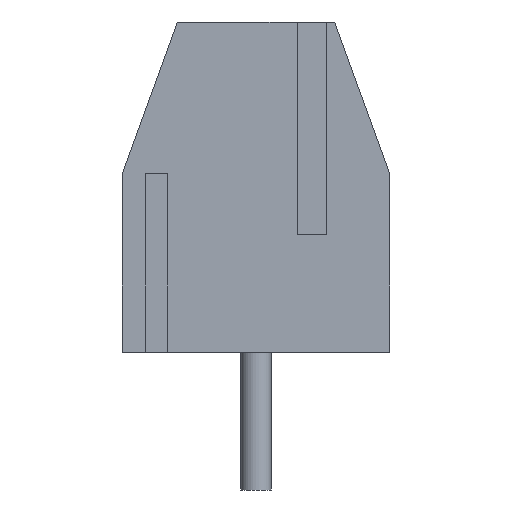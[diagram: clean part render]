
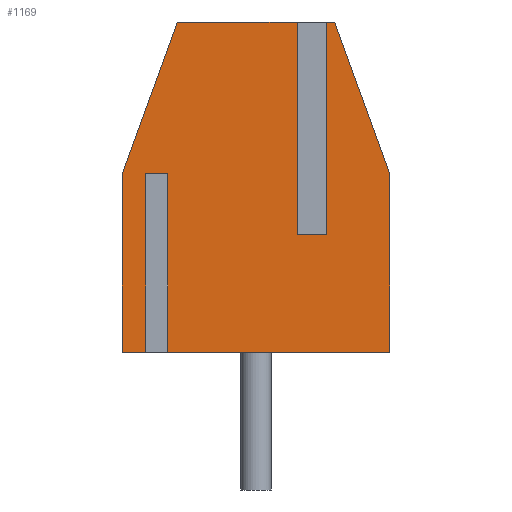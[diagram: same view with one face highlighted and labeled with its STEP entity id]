
A CAD part, left-side view. The second image highlights one B-rep face of the part: STEP entity #1169.
In plain terms, the highlighted planar face has unit normal (-1, 0, 0).
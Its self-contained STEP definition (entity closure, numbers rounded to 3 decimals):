
#1113=AXIS2_PLACEMENT_3D('Plane Axis2P3D',#1110,#1111,#1112) ;
#40=CARTESIAN_POINT('Vertex',(0.45,6.8,3.5)) ;
#112=CARTESIAN_POINT('Vertex',(0.45,0.,3.5)) ;
#115=CARTESIAN_POINT('Line Origine',(0.45,2.825,3.5)) ;
#119=CARTESIAN_POINT('Vertex',(0.45,5.65,3.5)) ;
#168=CARTESIAN_POINT('Vertex',(0.45,6.2,3.5)) ;
#171=CARTESIAN_POINT('Line Origine',(0.45,6.5,3.5)) ;
#216=CARTESIAN_POINT('Vertex',(0.45,6.8,8.05)) ;
#226=CARTESIAN_POINT('Line Origine',(0.45,6.8,5.775)) ;
#248=CARTESIAN_POINT('Vertex',(0.45,5.4,11.9)) ;
#258=CARTESIAN_POINT('Line Origine',(0.45,6.1,9.975)) ;
#280=CARTESIAN_POINT('Vertex',(0.45,1.4,11.9)) ;
#346=CARTESIAN_POINT('Line Origine',(0.45,3.825,11.9)) ;
#350=CARTESIAN_POINT('Vertex',(0.45,2.25,11.9)) ;
#399=CARTESIAN_POINT('Vertex',(0.45,1.7,11.9)) ;
#402=CARTESIAN_POINT('Line Origine',(0.45,1.55,11.9)) ;
#656=CARTESIAN_POINT('Vertex',(0.45,0.,8.05)) ;
#666=CARTESIAN_POINT('Line Origine',(0.45,0.7,9.975)) ;
#689=CARTESIAN_POINT('Line Origine',(0.45,0.,5.775)) ;
#1110=CARTESIAN_POINT('Axis2P3D Location',(0.45,0.,0.)) ;
#1115=CARTESIAN_POINT('Line Origine',(0.45,1.7,9.2)) ;
#1119=CARTESIAN_POINT('Vertex',(0.45,1.7,6.5)) ;
#1122=CARTESIAN_POINT('Line Origine',(0.45,1.975,6.5)) ;
#1126=CARTESIAN_POINT('Vertex',(0.45,2.25,6.5)) ;
#1129=CARTESIAN_POINT('Line Origine',(0.45,2.25,9.2)) ;
#1134=CARTESIAN_POINT('Line Origine',(0.45,6.2,5.775)) ;
#1138=CARTESIAN_POINT('Vertex',(0.45,6.2,8.05)) ;
#1141=CARTESIAN_POINT('Line Origine',(0.45,5.925,8.05)) ;
#1145=CARTESIAN_POINT('Vertex',(0.45,5.65,8.05)) ;
#1148=CARTESIAN_POINT('Line Origine',(0.45,5.65,5.775)) ;
#116=DIRECTION('Vector Direction',(0.,1.,0.)) ;
#172=DIRECTION('Vector Direction',(0.,1.,0.)) ;
#227=DIRECTION('Vector Direction',(0.,0.,1.)) ;
#259=DIRECTION('Vector Direction',(0.,-0.342,0.94)) ;
#347=DIRECTION('Vector Direction',(0.,-1.,0.)) ;
#403=DIRECTION('Vector Direction',(0.,-1.,0.)) ;
#667=DIRECTION('Vector Direction',(0.,-0.342,-0.94)) ;
#690=DIRECTION('Vector Direction',(0.,0.,-1.)) ;
#1111=DIRECTION('Axis2P3D Direction',(-1.,0.,0.)) ;
#1112=DIRECTION('Axis2P3D XDirection',(0.,0.,1.)) ;
#1116=DIRECTION('Vector Direction',(0.,0.,1.)) ;
#1123=DIRECTION('Vector Direction',(0.,1.,0.)) ;
#1130=DIRECTION('Vector Direction',(0.,0.,1.)) ;
#1135=DIRECTION('Vector Direction',(0.,0.,1.)) ;
#1142=DIRECTION('Vector Direction',(0.,1.,0.)) ;
#1149=DIRECTION('Vector Direction',(0.,0.,1.)) ;
#117=VECTOR('Line Direction',#116,1.) ;
#173=VECTOR('Line Direction',#172,1.) ;
#228=VECTOR('Line Direction',#227,1.) ;
#260=VECTOR('Line Direction',#259,1.) ;
#348=VECTOR('Line Direction',#347,1.) ;
#404=VECTOR('Line Direction',#403,1.) ;
#668=VECTOR('Line Direction',#667,1.) ;
#691=VECTOR('Line Direction',#690,1.) ;
#1117=VECTOR('Line Direction',#1116,1.) ;
#1124=VECTOR('Line Direction',#1123,1.) ;
#1131=VECTOR('Line Direction',#1130,1.) ;
#1136=VECTOR('Line Direction',#1135,1.) ;
#1143=VECTOR('Line Direction',#1142,1.) ;
#1150=VECTOR('Line Direction',#1149,1.) ;
#1154=ORIENTED_EDGE('',*,*,#121,.T.) ;
#1155=ORIENTED_EDGE('',*,*,#693,.T.) ;
#1156=ORIENTED_EDGE('',*,*,#670,.T.) ;
#1157=ORIENTED_EDGE('',*,*,#406,.T.) ;
#1158=ORIENTED_EDGE('',*,*,#1121,.F.) ;
#1159=ORIENTED_EDGE('',*,*,#1128,.T.) ;
#1160=ORIENTED_EDGE('',*,*,#1133,.T.) ;
#1161=ORIENTED_EDGE('',*,*,#352,.T.) ;
#1162=ORIENTED_EDGE('',*,*,#262,.T.) ;
#1163=ORIENTED_EDGE('',*,*,#230,.T.) ;
#1164=ORIENTED_EDGE('',*,*,#175,.T.) ;
#1165=ORIENTED_EDGE('',*,*,#1140,.T.) ;
#1166=ORIENTED_EDGE('',*,*,#1147,.T.) ;
#1167=ORIENTED_EDGE('',*,*,#1152,.F.) ;
#1169=ADVANCED_FACE('HOUSING',(#1168),#1114,.T.) ;
#121=EDGE_CURVE('',#120,#113,#118,.F.) ;
#175=EDGE_CURVE('',#41,#169,#174,.F.) ;
#230=EDGE_CURVE('',#217,#41,#229,.F.) ;
#262=EDGE_CURVE('',#249,#217,#261,.F.) ;
#352=EDGE_CURVE('',#351,#249,#349,.F.) ;
#406=EDGE_CURVE('',#281,#400,#405,.F.) ;
#670=EDGE_CURVE('',#657,#281,#669,.F.) ;
#693=EDGE_CURVE('',#113,#657,#692,.F.) ;
#1121=EDGE_CURVE('',#1120,#400,#1118,.T.) ;
#1128=EDGE_CURVE('',#1120,#1127,#1125,.T.) ;
#1133=EDGE_CURVE('',#1127,#351,#1132,.T.) ;
#1140=EDGE_CURVE('',#169,#1139,#1137,.T.) ;
#1147=EDGE_CURVE('',#1139,#1146,#1144,.F.) ;
#1152=EDGE_CURVE('',#120,#1146,#1151,.T.) ;
#1153=EDGE_LOOP('',(#1154,#1155,#1156,#1157,#1158,#1159,#1160,#1161,#1162,#1163,#1164,#1165,#1166,#1167)) ;
#1168=FACE_OUTER_BOUND('',#1153,.T.) ;
#118=LINE('Line',#115,#117) ;
#174=LINE('Line',#171,#173) ;
#229=LINE('Line',#226,#228) ;
#261=LINE('Line',#258,#260) ;
#349=LINE('Line',#346,#348) ;
#405=LINE('Line',#402,#404) ;
#669=LINE('Line',#666,#668) ;
#692=LINE('Line',#689,#691) ;
#1118=LINE('Line',#1115,#1117) ;
#1125=LINE('Line',#1122,#1124) ;
#1132=LINE('Line',#1129,#1131) ;
#1137=LINE('Line',#1134,#1136) ;
#1144=LINE('Line',#1141,#1143) ;
#1151=LINE('Line',#1148,#1150) ;
#1114=PLANE('',#1113) ;
#41=VERTEX_POINT('',#40) ;
#113=VERTEX_POINT('',#112) ;
#120=VERTEX_POINT('',#119) ;
#169=VERTEX_POINT('',#168) ;
#217=VERTEX_POINT('',#216) ;
#249=VERTEX_POINT('',#248) ;
#281=VERTEX_POINT('',#280) ;
#351=VERTEX_POINT('',#350) ;
#400=VERTEX_POINT('',#399) ;
#657=VERTEX_POINT('',#656) ;
#1120=VERTEX_POINT('',#1119) ;
#1127=VERTEX_POINT('',#1126) ;
#1139=VERTEX_POINT('',#1138) ;
#1146=VERTEX_POINT('',#1145) ;
